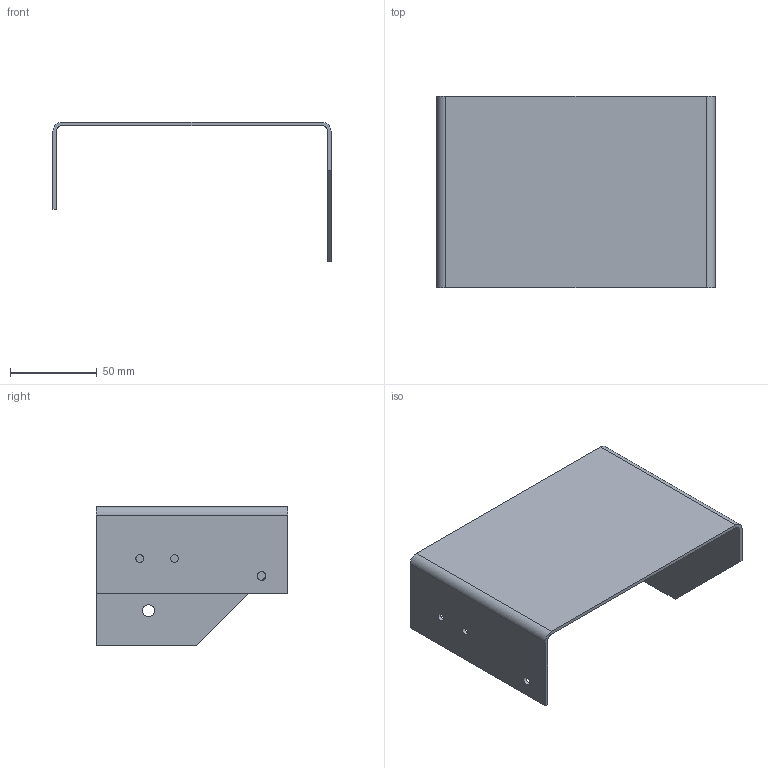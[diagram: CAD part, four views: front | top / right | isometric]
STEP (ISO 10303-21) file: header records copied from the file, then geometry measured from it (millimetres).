
FILE_DESCRIPTION(/* description */ (''),/* implementation_level */ '2;1');
FILE_NAME(/* name */ 'SUP-E-057623-00',/* time_stamp */ '2018-03-14T12:55:09+01:00',/* author */ (''),/* organization */ (''),/* preprocessor_version */ 'ST-DEVELOPER v16.5',/* originating_system */ 'HiCAD 2016 2101.0 Build 254',/* authorisation */ '');
FILE_SCHEMA (('AUTOMOTIVE_DESIGN { 1 0 10303 214 1 1 1 1 }'));
Length unit declared in the file: millimetre
Products named in the file (3): Root; RVS 304 Geborsteld 2 mm_1*; Sketch
Assembly tree (2 placements, depth 3):
  Root
    RVS 304 Geborsteld 2 mm_1*
      Sketch
Bounding box: 160 x 110 x 80 mm (x, y, z)
Volume: 59167.9 mm3; surface area: 60850.2 mm2
Topology: 1 solids, 1 shells, 20 faces, 60 edges, 45 vertices
Faces by surface type: plane 11, cylinder 9
Full cylindrical faces by diameter (mm): 4.5 x2, 5 x1, 6.8 x2
Entity records: 698 total; most frequent: DIRECTION 118, CARTESIAN_POINT 118, ORIENTED_EDGE 98, EDGE_CURVE 49, AXIS2_PLACEMENT_3D 42, VERTEX_POINT 36, EDGE_LOOP 35, FACE_BOUND 35
